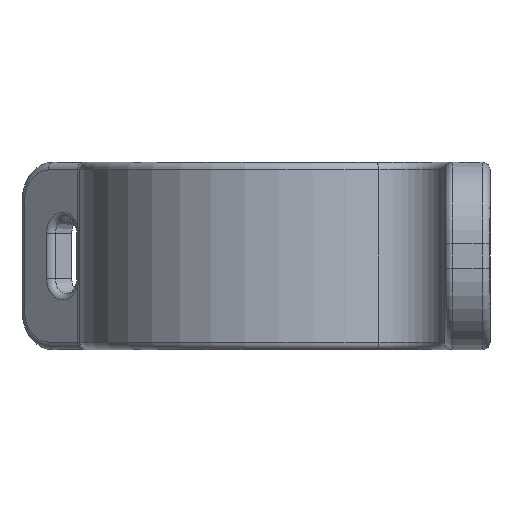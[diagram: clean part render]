
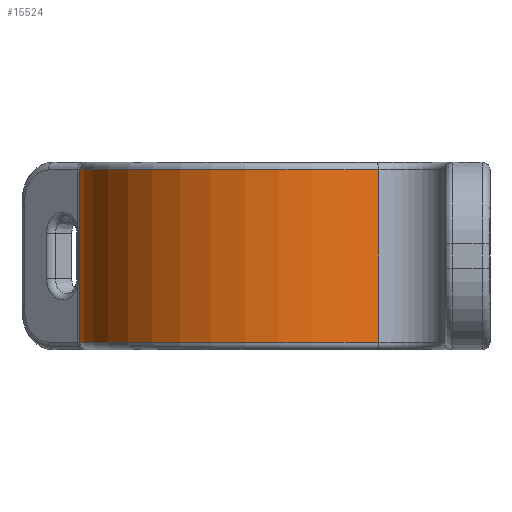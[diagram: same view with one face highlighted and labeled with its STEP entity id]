
A CAD part, left-side view. The second image highlights one B-rep face of the part: STEP entity #15524.
In plain terms, the highlighted cylindrical face has radius 15.85 mm (diameter 31.7 mm), a partial arc.
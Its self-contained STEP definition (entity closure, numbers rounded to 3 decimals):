
#261=CARTESIAN_POINT('',(0.,0.,-6.65));
#262=DIRECTION('',(0.,0.,-1.));
#263=DIRECTION('',(-0.889,-0.458,0.));
#264=AXIS2_PLACEMENT_3D('',#261,#262,#263);
#1161=CARTESIAN_POINT('',(0.,0.,6.65));
#1162=DIRECTION('',(0.,0.,1.));
#1163=DIRECTION('',(0.144,0.99,0.));
#1164=AXIS2_PLACEMENT_3D('',#1161,#1162,#1163);
#1255=DIRECTION('',(0.,0.,1.));
#1256=VECTOR('',#1255,13.3);
#1257=CARTESIAN_POINT('',(-14.087,-7.266,-6.65));
#1258=LINE('',#1257,#1256);
#1263=DIRECTION('',(0.,0.,1.));
#1264=VECTOR('',#1263,13.3);
#1265=CARTESIAN_POINT('',(2.287,15.684,-6.65));
#1266=LINE('',#1265,#1264);
#11848=CARTESIAN_POINT('',(-14.087,-7.266,-6.65));
#11849=CARTESIAN_POINT('',(-14.087,-7.266,6.65));
#11850=VERTEX_POINT('',#11848);
#11851=VERTEX_POINT('',#11849);
#11856=CARTESIAN_POINT('',(2.287,15.684,-6.65));
#11857=CARTESIAN_POINT('',(2.287,15.684,6.65));
#11858=VERTEX_POINT('',#11856);
#11859=VERTEX_POINT('',#11857);
#15512=CARTESIAN_POINT('',(0.,0.,-7.25));
#15513=DIRECTION('',(0.,0.,1.));
#15514=DIRECTION('',(1.,0.,0.));
#15515=AXIS2_PLACEMENT_3D('',#15512,#15513,#15514);
#15516=CYLINDRICAL_SURFACE('',#15515,15.85);
#15517=ORIENTED_EDGE('',*,*,#15504,.F.);
#15518=ORIENTED_EDGE('',*,*,#14288,.T.);
#15520=ORIENTED_EDGE('',*,*,#15519,.T.);
#15521=ORIENTED_EDGE('',*,*,#15417,.T.);
#15522=EDGE_LOOP('',(#15517,#15518,#15520,#15521));
#15523=FACE_OUTER_BOUND('',#15522,.F.);
#15524=ADVANCED_FACE('',(#15523),#15516,.T.);
#265=CIRCLE('',#264,15.85);
#1165=CIRCLE('',#1164,15.85);
#14288=EDGE_CURVE('',#11850,#11858,#265,.T.);
#15417=EDGE_CURVE('',#11859,#11851,#1165,.T.);
#15504=EDGE_CURVE('',#11850,#11851,#1258,.T.);
#15519=EDGE_CURVE('',#11858,#11859,#1266,.T.);
